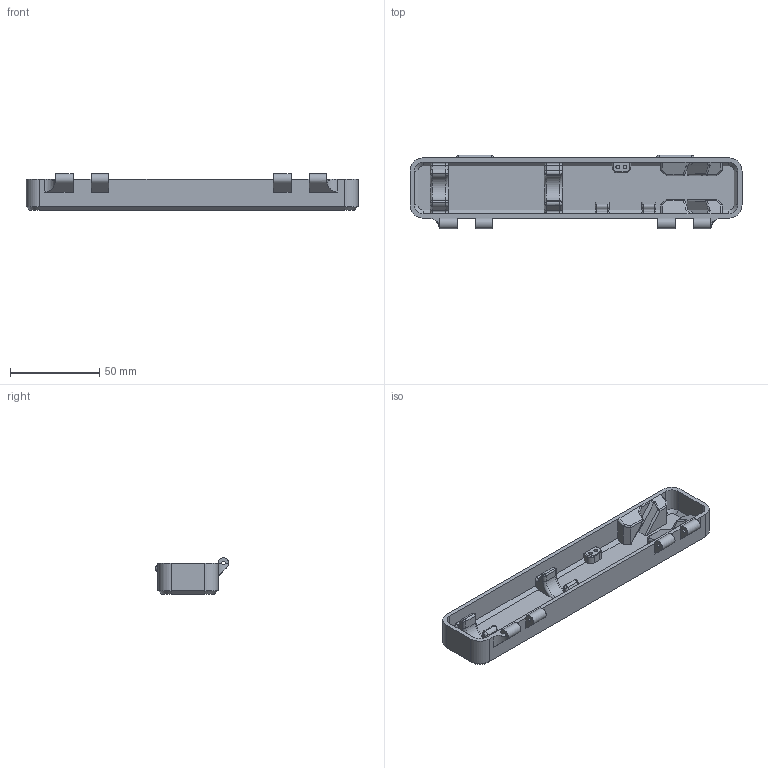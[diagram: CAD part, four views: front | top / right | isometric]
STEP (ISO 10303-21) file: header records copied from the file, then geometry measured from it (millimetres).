
FILE_DESCRIPTION(/* description */ (''),/* implementation_level */ '2;1');
FILE_NAME(/* name */ 'PinecilBottom.step',/* time_stamp */ '2021-08-18T00:26:17-07:00',/* author */ (''),/* organization */ (''),/* preprocessor_version */ 'ST-DEVELOPER v18.1',/* originating_system */ 'Autodesk Translation Framework v10.9.0.1377',/* authorisation */ '');
FILE_SCHEMA (('AUTOMOTIVE_DESIGN { 1 0 10303 214 3 1 1 }'));
Length unit declared in the file: millimetre
Products named in the file (2): (Unsaved); Case
Assembly tree (1 placements, depth 2):
  (Unsaved)
    Case
Bounding box: 185.8 x 41.23 x 20.4 mm (x, y, z)
Volume: 40465.8 mm3; surface area: 27925.5 mm2
Topology: 1 solids, 1 shells, 274 faces, 706 edges, 424 vertices
Faces by surface type: plane 110, cylinder 93, bspline 36, torus 19, cone 8, sphere 8
Full cylindrical faces by diameter (mm): 2 x6
Entity records: 10027 total; most frequent: CARTESIAN_POINT 3466, ORIENTED_EDGE 1386, DIRECTION 1342, EDGE_CURVE 693, AXIS2_PLACEMENT_3D 481, VERTEX_POINT 424, LINE 380, VECTOR 380
